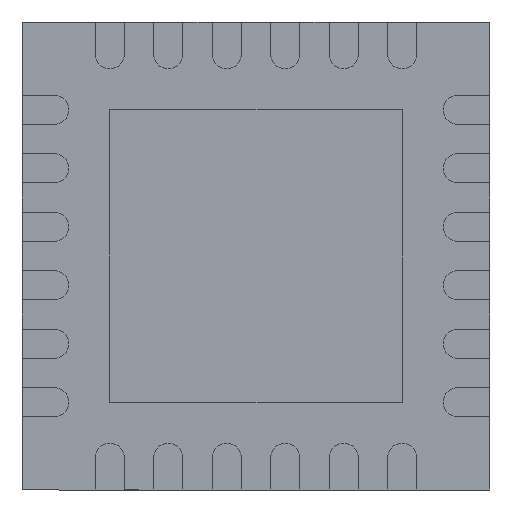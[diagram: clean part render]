
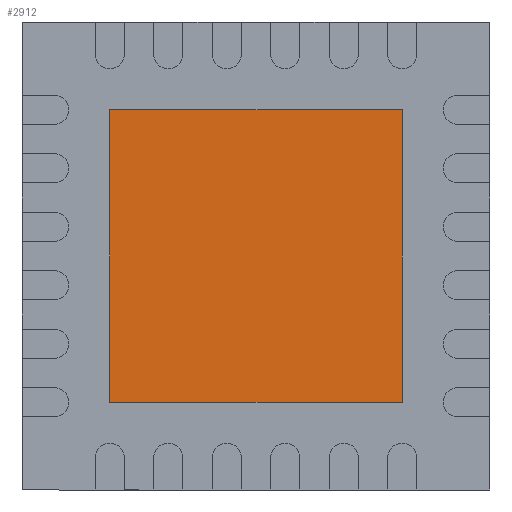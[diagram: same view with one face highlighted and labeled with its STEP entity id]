
A CAD part, front view. The second image highlights one B-rep face of the part: STEP entity #2912.
In plain terms, the highlighted planar face has unit normal (0, -1, 0).
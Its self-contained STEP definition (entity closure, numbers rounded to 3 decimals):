
#180 = CARTESIAN_POINT ( 'NONE',  ( -1.25, 0., -1.25 ) ) ;
#247 = DIRECTION ( 'NONE',  ( 1., 0., 0. ) ) ;
#497 = EDGE_CURVE ( 'NONE', #5552, #899, #8140, .T. ) ;
#754 = CARTESIAN_POINT ( 'NONE',  ( -1.25, 0., -1.25 ) ) ;
#833 = AXIS2_PLACEMENT_3D ( 'NONE', #4717, #4619, #4124 ) ;
#899 = VERTEX_POINT ( 'NONE', #7589 ) ;
#1168 = ORIENTED_EDGE ( 'NONE', *, *, #497, .T. ) ;
#1216 = ORIENTED_EDGE ( 'NONE', *, *, #2298, .T. ) ;
#1307 = VECTOR ( 'NONE', #3292, 1000. ) ;
#1687 = EDGE_LOOP ( 'NONE', ( #6504, #1168, #1216, #5068 ) ) ;
#2148 = CARTESIAN_POINT ( 'NONE',  ( 1.25, 0., 1.25 ) ) ;
#2175 = DIRECTION ( 'NONE',  ( 0., 0., 1. ) ) ;
#2298 = EDGE_CURVE ( 'NONE', #899, #4665, #4844, .T. ) ;
#2455 = VECTOR ( 'NONE', #247, 1000. ) ;
#2912 = ADVANCED_FACE ( 'NONE', ( #6411 ), #7980, .T. ) ;
#3292 = DIRECTION ( 'NONE',  ( 0., 0., -1. ) ) ;
#3767 = EDGE_CURVE ( 'NONE', #4665, #6013, #7479, .T. ) ;
#4124 = DIRECTION ( 'NONE',  ( 0., 0., -1. ) ) ;
#4476 = CARTESIAN_POINT ( 'NONE',  ( -1.25, 0., 1.25 ) ) ;
#4619 = DIRECTION ( 'NONE',  ( 0., -1., 0. ) ) ;
#4665 = VERTEX_POINT ( 'NONE', #2148 ) ;
#4686 = VECTOR ( 'NONE', #6971, 1000. ) ;
#4688 = EDGE_CURVE ( 'NONE', #6013, #5552, #6929, .T. ) ;
#4717 = CARTESIAN_POINT ( 'NONE',  ( 0., 0., 0. ) ) ;
#4844 = LINE ( 'NONE', #6052, #7526 ) ;
#5068 = ORIENTED_EDGE ( 'NONE', *, *, #3767, .T. ) ;
#5552 = VERTEX_POINT ( 'NONE', #754 ) ;
#6013 = VERTEX_POINT ( 'NONE', #4476 ) ;
#6052 = CARTESIAN_POINT ( 'NONE',  ( 1.25, 0., -1.25 ) ) ;
#6411 = FACE_OUTER_BOUND ( 'NONE', #1687, .T. ) ;
#6504 = ORIENTED_EDGE ( 'NONE', *, *, #4688, .T. ) ;
#6929 = LINE ( 'NONE', #180, #1307 ) ;
#6971 = DIRECTION ( 'NONE',  ( -1., 0., 0. ) ) ;
#7028 = CARTESIAN_POINT ( 'NONE',  ( 1.25, 0., 1.25 ) ) ;
#7418 = CARTESIAN_POINT ( 'NONE',  ( 1.25, 0., -1.25 ) ) ;
#7479 = LINE ( 'NONE', #7028, #4686 ) ;
#7526 = VECTOR ( 'NONE', #2175, 1000. ) ;
#7589 = CARTESIAN_POINT ( 'NONE',  ( 1.25, 0., -1.25 ) ) ;
#7980 = PLANE ( 'NONE',  #833 ) ;
#8140 = LINE ( 'NONE', #7418, #2455 ) ;
